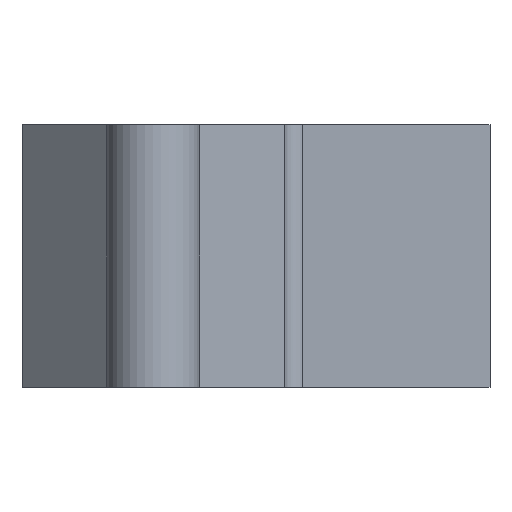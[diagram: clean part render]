
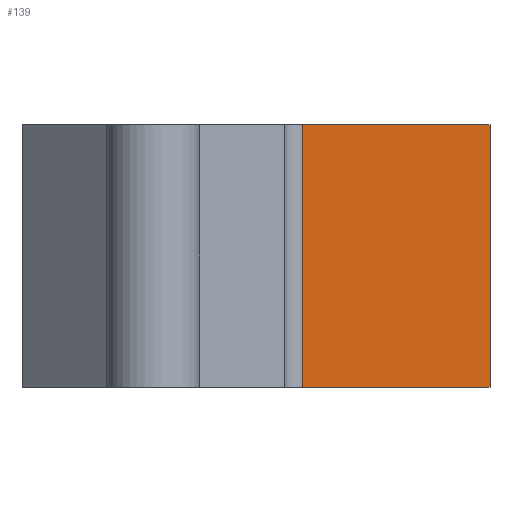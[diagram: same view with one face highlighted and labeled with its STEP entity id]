
A CAD part, front view. The second image highlights one B-rep face of the part: STEP entity #139.
In plain terms, the highlighted planar face has unit normal (0, -1, 0).
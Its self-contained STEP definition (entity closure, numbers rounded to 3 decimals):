
#139=ADVANCED_FACE('',(#186),#173,.F.);
#173=PLANE('',#596);
#186=FACE_OUTER_BOUND('',#201,.T.);
#201=EDGE_LOOP('',(#262,#263,#264,#265));
#262=ORIENTED_EDGE('',*,*,#454,.T.);
#263=ORIENTED_EDGE('',*,*,#455,.T.);
#264=ORIENTED_EDGE('',*,*,#456,.F.);
#265=ORIENTED_EDGE('',*,*,#457,.T.);
#400=VERTEX_POINT('',#847);
#401=VERTEX_POINT('',#848);
#402=VERTEX_POINT('',#850);
#403=VERTEX_POINT('',#852);
#454=EDGE_CURVE('',#400,#401,#523,.T.);
#455=EDGE_CURVE('',#401,#402,#524,.T.);
#456=EDGE_CURVE('',#403,#402,#525,.T.);
#457=EDGE_CURVE('',#403,#400,#526,.T.);
#523=LINE('',#846,#562);
#524=LINE('',#849,#563);
#525=LINE('',#851,#564);
#526=LINE('',#853,#565);
#562=VECTOR('',#672,1.);
#563=VECTOR('',#673,1.);
#564=VECTOR('',#674,1.);
#565=VECTOR('',#675,1.);
#596=AXIS2_PLACEMENT_3D('',#854,#676,#677);
#672=DIRECTION('',(-1.,0.,0.));
#673=DIRECTION('',(0.,0.,-1.));
#674=DIRECTION('',(-1.,0.,0.));
#675=DIRECTION('',(0.,0.,1.));
#676=DIRECTION('',(0.,1.,0.));
#677=DIRECTION('',(0.,0.,1.));
#846=CARTESIAN_POINT('',(18.,35.,14.));
#847=CARTESIAN_POINT('',(18.,35.,14.));
#848=CARTESIAN_POINT('',(8.,35.,14.));
#849=CARTESIAN_POINT('',(8.,35.,0.));
#850=CARTESIAN_POINT('',(8.,35.,0.));
#851=CARTESIAN_POINT('',(18.,35.,0.));
#852=CARTESIAN_POINT('',(18.,35.,0.));
#853=CARTESIAN_POINT('',(18.,35.,0.));
#854=CARTESIAN_POINT('',(18.,35.,0.));
